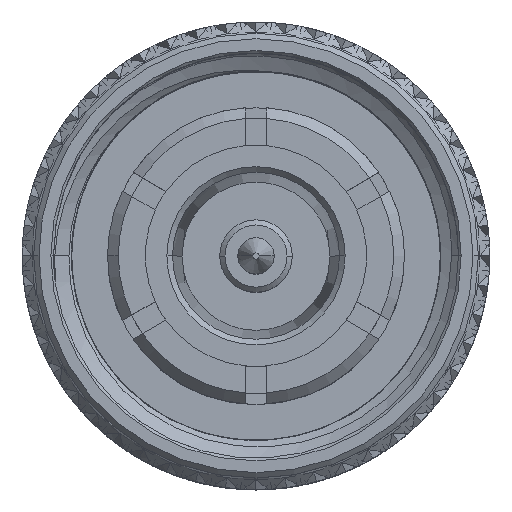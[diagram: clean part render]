
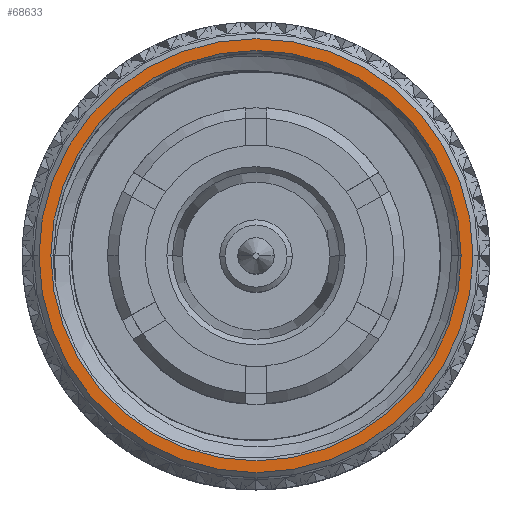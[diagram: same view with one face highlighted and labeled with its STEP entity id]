
A CAD part, top view. The second image highlights one B-rep face of the part: STEP entity #68633.
In plain terms, the highlighted face is planar.
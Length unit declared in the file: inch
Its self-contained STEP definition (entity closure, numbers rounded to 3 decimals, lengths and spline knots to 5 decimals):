
#7100 = VERTEX_POINT ( 'NONE', #25321 ) ;
#9423 = AXIS2_PLACEMENT_3D ( 'NONE', #159239, #29097, #111510 ) ;
#10859 = AXIS2_PLACEMENT_3D ( 'NONE', #166671, #50678, #148314 ) ;
#14699 = CIRCLE ( 'NONE', #177383, 0.40186 ) ;
#24529 = CARTESIAN_POINT ( 'NONE',  ( 0., 0., -0.40186 ) ) ;
#25321 = CARTESIAN_POINT ( 'NONE',  ( 0., 0., -0.38 ) ) ;
#29097 = DIRECTION ( 'NONE',  ( 1., 0., 0. ) ) ;
#31281 = DIRECTION ( 'NONE',  ( 0., 0., 1. ) ) ;
#33145 = VERTEX_POINT ( 'NONE', #167012 ) ;
#35579 = CARTESIAN_POINT ( 'NONE',  ( 0., 0., 0. ) ) ;
#41113 = AXIS2_PLACEMENT_3D ( 'NONE', #171147, #88737, #71414 ) ;
#44395 = CARTESIAN_POINT ( 'NONE',  ( 0., 0., 0.38 ) ) ;
#46756 = DIRECTION ( 'NONE',  ( 0., 0., -1. ) ) ;
#50678 = DIRECTION ( 'NONE',  ( -1., 0., 0. ) ) ;
#63024 = CARTESIAN_POINT ( 'NONE',  ( 0., 0., 0. ) ) ;
#68633 = ADVANCED_FACE ( 'NONE', ( #157098, #206992 ), #191774, .F. ) ;
#71414 = DIRECTION ( 'NONE',  ( 0., 0., -1. ) ) ;
#80074 = DIRECTION ( 'NONE',  ( -1., 0., 0. ) ) ;
#82123 = EDGE_CURVE ( 'NONE', #33145, #116043, #117183, .T. ) ;
#82503 = CIRCLE ( 'NONE', #165655, 0.38 ) ;
#83957 = EDGE_CURVE ( 'NONE', #7100, #106282, #82503, .T. ) ;
#88737 = DIRECTION ( 'NONE',  ( -1., 0., 0. ) ) ;
#96129 = ORIENTED_EDGE ( 'NONE', *, *, #83957, .F. ) ;
#106282 = VERTEX_POINT ( 'NONE', #44395 ) ;
#111510 = DIRECTION ( 'NONE',  ( 0., 0., -1. ) ) ;
#114765 = ORIENTED_EDGE ( 'NONE', *, *, #82123, .T. ) ;
#116043 = VERTEX_POINT ( 'NONE', #24529 ) ;
#117183 = CIRCLE ( 'NONE', #41113, 0.40186 ) ;
#121468 = EDGE_CURVE ( 'NONE', #106282, #7100, #187894, .T. ) ;
#129188 = DIRECTION ( 'NONE',  ( -1., 0., 0. ) ) ;
#137988 = EDGE_CURVE ( 'NONE', #116043, #33145, #14699, .T. ) ;
#148314 = DIRECTION ( 'NONE',  ( 0., 0., 1. ) ) ;
#155106 = EDGE_LOOP ( 'NONE', ( #205966, #114765 ) ) ;
#157098 = FACE_OUTER_BOUND ( 'NONE', #155106, .T. ) ;
#159239 = CARTESIAN_POINT ( 'NONE',  ( 0., 0.41186, 0. ) ) ;
#161305 = ORIENTED_EDGE ( 'NONE', *, *, #121468, .F. ) ;
#165655 = AXIS2_PLACEMENT_3D ( 'NONE', #35579, #80074, #31281 ) ;
#166671 = CARTESIAN_POINT ( 'NONE',  ( 0., 0., 0. ) ) ;
#167012 = CARTESIAN_POINT ( 'NONE',  ( 0., 0., 0.40186 ) ) ;
#171147 = CARTESIAN_POINT ( 'NONE',  ( 0., 0., 0. ) ) ;
#177383 = AXIS2_PLACEMENT_3D ( 'NONE', #63024, #129188, #46756 ) ;
#187894 = CIRCLE ( 'NONE', #10859, 0.38 ) ;
#191289 = EDGE_LOOP ( 'NONE', ( #161305, #96129 ) ) ;
#191774 = PLANE ( 'NONE',  #9423 ) ;
#205966 = ORIENTED_EDGE ( 'NONE', *, *, #137988, .T. ) ;
#206992 = FACE_BOUND ( 'NONE', #191289, .T. ) ;
